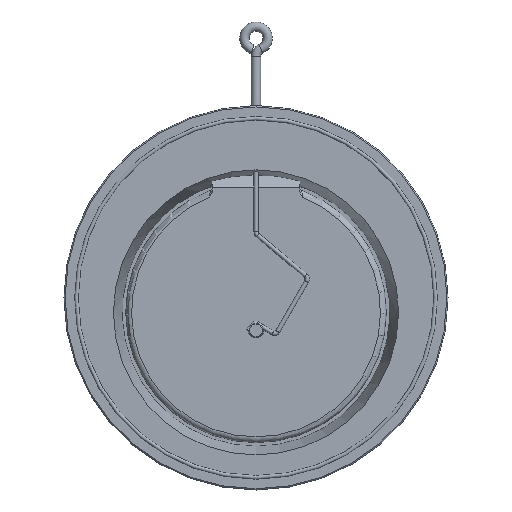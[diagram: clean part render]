
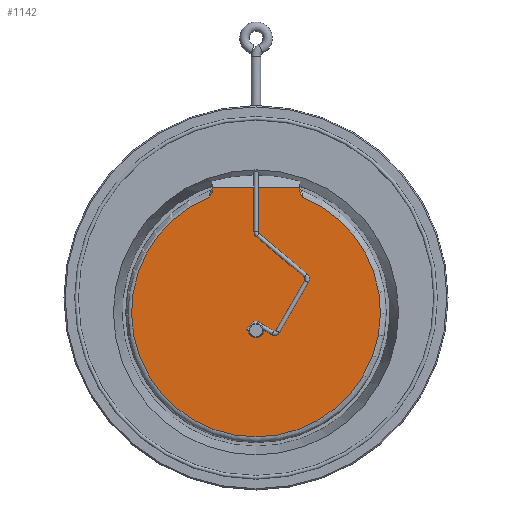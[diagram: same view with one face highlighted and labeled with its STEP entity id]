
A CAD part, top view. The second image highlights one B-rep face of the part: STEP entity #1142.
In plain terms, the highlighted planar face has unit normal (0, 0, 1).
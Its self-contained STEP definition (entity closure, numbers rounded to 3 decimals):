
#61 = EDGE_LOOP ( 'NONE', ( #65, #1945, #1906, #1767, #1537, #923 ) ) ;
#65 = ORIENTED_EDGE ( 'NONE', *, *, #632, .F. ) ;
#150 = LINE ( 'NONE', #942, #235 ) ;
#159 = VERTEX_POINT ( 'NONE', #1338 ) ;
#182 = FACE_OUTER_BOUND ( 'NONE', #61, .T. ) ;
#235 = VECTOR ( 'NONE', #980, 1000. ) ;
#269 = DIRECTION ( 'NONE',  ( 0., 0., -1. ) ) ;
#298 = VECTOR ( 'NONE', #919, 1000. ) ;
#308 = FACE_BOUND ( 'NONE', #1278, .T. ) ;
#335 = CARTESIAN_POINT ( 'NONE',  ( 40., 86.634, -7.51 ) ) ;
#352 = CARTESIAN_POINT ( 'NONE',  ( 37.5, 94.617, -7.51 ) ) ;
#403 = B_SPLINE_CURVE_WITH_KNOTS ( 'NONE', 3,
 ( #2022, #2048, #1995, #1983, #1971, #1960, #1952, #1946, #1938, #1927, #1903, #1894 ),
 .UNSPECIFIED., .F., .F.,
 ( 4, 2, 2, 2, 2, 4 ),
 ( 0., 0.002, 0.002, 0.003, 0.005, 0.007 ),
 .UNSPECIFIED. ) ;
#455 = CARTESIAN_POINT ( 'NONE',  ( 0., -28., -7.51 ) ) ;
#545 = CARTESIAN_POINT ( 'NONE',  ( 37.5, 92.638, -7.51 ) ) ;
#562 = LINE ( 'NONE', #1126, #929 ) ;
#582 = CARTESIAN_POINT ( 'NONE',  ( -40., 86.634, -7.51 ) ) ;
#632 = EDGE_CURVE ( 'NONE', #1046, #1854, #1053, .T. ) ;
#642 = LINE ( 'NONE', #1326, #298 ) ;
#672 = EDGE_CURVE ( 'NONE', #848, #848, #966, .T. ) ;
#803 = AXIS2_PLACEMENT_3D ( 'NONE', #455, #269, #1076 ) ;
#815 = VERTEX_POINT ( 'NONE', #1127 ) ;
#848 = VERTEX_POINT ( 'NONE', #925 ) ;
#919 = DIRECTION ( 'NONE',  ( -1., 0., 0. ) ) ;
#923 = ORIENTED_EDGE ( 'NONE', *, *, #1078, .T. ) ;
#925 = CARTESIAN_POINT ( 'NONE',  ( 6.4, -28., -7.51 ) ) ;
#929 = VECTOR ( 'NONE', #1043, 1000. ) ;
#941 = VERTEX_POINT ( 'NONE', #352 ) ;
#942 = CARTESIAN_POINT ( 'NONE',  ( -37.5, 94.751, -7.51 ) ) ;
#966 = CIRCLE ( 'NONE', #803, 6.4 ) ;
#980 = DIRECTION ( 'NONE',  ( 0., 1., 0. ) ) ;
#999 = DIRECTION ( 'NONE',  ( 1., 0., 0. ) ) ;
#1006 = CARTESIAN_POINT ( 'NONE',  ( 0., -12.5, -7.51 ) ) ;
#1010 = DIRECTION ( 'NONE',  ( 0., 0., -1. ) ) ;
#1043 = DIRECTION ( 'NONE',  ( 0., 1., 0. ) ) ;
#1046 = VERTEX_POINT ( 'NONE', #335 ) ;
#1053 = CIRCLE ( 'NONE', #1389, 106.9 ) ;
#1076 = DIRECTION ( 'NONE',  ( 1., 0., 0. ) ) ;
#1078 = EDGE_CURVE ( 'NONE', #815, #1854, #403, .T. ) ;
#1126 = CARTESIAN_POINT ( 'NONE',  ( 37.5, 94.751, -7.51 ) ) ;
#1127 = CARTESIAN_POINT ( 'NONE',  ( -37.5, 92.638, -7.51 ) ) ;
#1142 = ADVANCED_FACE ( 'NONE', ( #308, #182 ), #1641, .F. ) ;
#1253 = EDGE_CURVE ( 'NONE', #815, #159, #150, .T. ) ;
#1278 = EDGE_LOOP ( 'NONE', ( #1744 ) ) ;
#1326 = CARTESIAN_POINT ( 'NONE',  ( 0., 94.617, -7.51 ) ) ;
#1338 = CARTESIAN_POINT ( 'NONE',  ( -37.5, 94.617, -7.51 ) ) ;
#1389 = AXIS2_PLACEMENT_3D ( 'NONE', #1006, #1010, #999 ) ;
#1427 = CARTESIAN_POINT ( 'NONE',  ( 39.707, 87.096, -7.51 ) ) ;
#1434 = AXIS2_PLACEMENT_3D ( 'NONE', #1686, #1608, #1590 ) ;
#1446 = CARTESIAN_POINT ( 'NONE',  ( 40., 86.634, -7.51 ) ) ;
#1534 = B_SPLINE_CURVE_WITH_KNOTS ( 'NONE', 3,
 ( #1446, #1427, #1547, #1571, #1581, #1670, #1679, #1682, #1707, #1712, #1837, #1843 ),
 .UNSPECIFIED., .F., .F.,
 ( 4, 2, 2, 2, 2, 4 ),
 ( 0., 0.002, 0.003, 0.004, 0.005, 0.007 ),
 .UNSPECIFIED. ) ;
#1537 = ORIENTED_EDGE ( 'NONE', *, *, #1253, .F. ) ;
#1547 = CARTESIAN_POINT ( 'NONE',  ( 39.412, 87.56, -7.51 ) ) ;
#1571 = CARTESIAN_POINT ( 'NONE',  ( 38.851, 88.501, -7.51 ) ) ;
#1581 = CARTESIAN_POINT ( 'NONE',  ( 38.583, 88.978, -7.51 ) ) ;
#1590 = DIRECTION ( 'NONE',  ( 1., 0., 0. ) ) ;
#1608 = DIRECTION ( 'NONE',  ( 0., 0., -1. ) ) ;
#1641 = PLANE ( 'NONE',  #1434 ) ;
#1670 = CARTESIAN_POINT ( 'NONE',  ( 38.227, 89.717, -7.51 ) ) ;
#1679 = CARTESIAN_POINT ( 'NONE',  ( 38.116, 89.967, -7.51 ) ) ;
#1682 = CARTESIAN_POINT ( 'NONE',  ( 37.914, 90.479, -7.51 ) ) ;
#1686 = CARTESIAN_POINT ( 'NONE',  ( 0., 94.4, -7.51 ) ) ;
#1707 = CARTESIAN_POINT ( 'NONE',  ( 37.823, 90.742, -7.51 ) ) ;
#1712 = CARTESIAN_POINT ( 'NONE',  ( 37.594, 91.539, -7.51 ) ) ;
#1744 = ORIENTED_EDGE ( 'NONE', *, *, #672, .T. ) ;
#1767 = ORIENTED_EDGE ( 'NONE', *, *, #1772, .T. ) ;
#1768 = EDGE_CURVE ( 'NONE', #1816, #941, #562, .T. ) ;
#1772 = EDGE_CURVE ( 'NONE', #941, #159, #642, .T. ) ;
#1816 = VERTEX_POINT ( 'NONE', #545 ) ;
#1837 = CARTESIAN_POINT ( 'NONE',  ( 37.5, 92.081, -7.51 ) ) ;
#1843 = CARTESIAN_POINT ( 'NONE',  ( 37.5, 92.638, -7.51 ) ) ;
#1854 = VERTEX_POINT ( 'NONE', #582 ) ;
#1894 = CARTESIAN_POINT ( 'NONE',  ( -40., 86.634, -7.51 ) ) ;
#1903 = CARTESIAN_POINT ( 'NONE',  ( -39.706, 87.099, -7.51 ) ) ;
#1906 = ORIENTED_EDGE ( 'NONE', *, *, #1768, .T. ) ;
#1927 = CARTESIAN_POINT ( 'NONE',  ( -39.412, 87.561, -7.51 ) ) ;
#1938 = CARTESIAN_POINT ( 'NONE',  ( -38.851, 88.501, -7.51 ) ) ;
#1945 = ORIENTED_EDGE ( 'NONE', *, *, #2040, .T. ) ;
#1946 = CARTESIAN_POINT ( 'NONE',  ( -38.583, 88.978, -7.51 ) ) ;
#1952 = CARTESIAN_POINT ( 'NONE',  ( -38.227, 89.717, -7.51 ) ) ;
#1960 = CARTESIAN_POINT ( 'NONE',  ( -38.116, 89.967, -7.51 ) ) ;
#1971 = CARTESIAN_POINT ( 'NONE',  ( -37.914, 90.479, -7.51 ) ) ;
#1983 = CARTESIAN_POINT ( 'NONE',  ( -37.823, 90.742, -7.51 ) ) ;
#1995 = CARTESIAN_POINT ( 'NONE',  ( -37.594, 91.539, -7.51 ) ) ;
#2022 = CARTESIAN_POINT ( 'NONE',  ( -37.5, 92.638, -7.51 ) ) ;
#2040 = EDGE_CURVE ( 'NONE', #1046, #1816, #1534, .T. ) ;
#2048 = CARTESIAN_POINT ( 'NONE',  ( -37.5, 92.081, -7.51 ) ) ;
